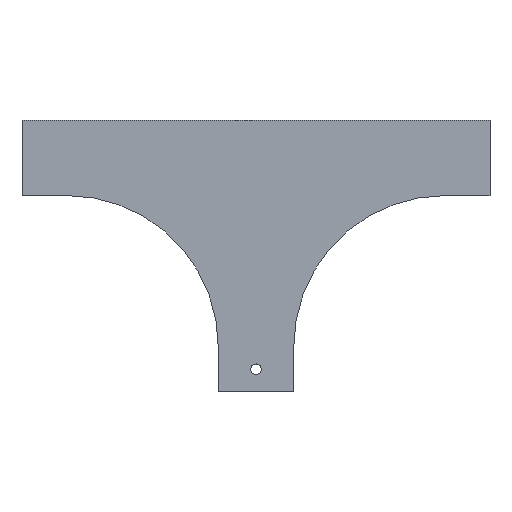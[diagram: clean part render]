
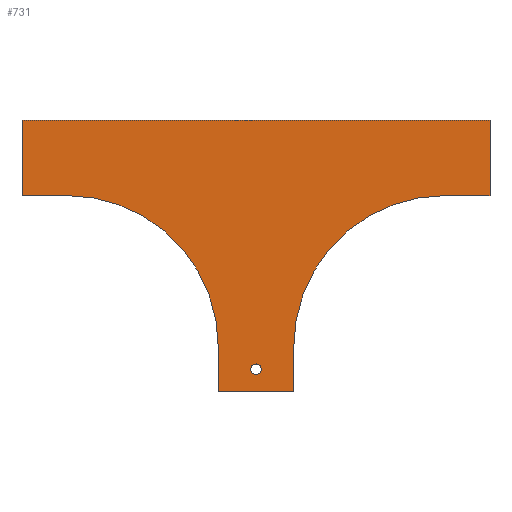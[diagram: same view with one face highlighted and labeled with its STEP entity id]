
A CAD part, front view. The second image highlights one B-rep face of the part: STEP entity #731.
In plain terms, the highlighted planar face has unit normal (0, -1, 0).
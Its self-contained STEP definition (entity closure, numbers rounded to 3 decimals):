
#44 = VERTEX_POINT ( 'NONE', #354 ) ;
#45 = VERTEX_POINT ( 'NONE', #361 ) ;
#47 = VERTEX_POINT ( 'NONE', #347 ) ;
#51 = VERTEX_POINT ( 'NONE', #336 ) ;
#68 = VERTEX_POINT ( 'NONE', #299 ) ;
#76 = LINE ( 'NONE', #257, #85 ) ;
#85 = VECTOR ( 'NONE', #265, 1000. ) ;
#88 = LINE ( 'NONE', #187, #92 ) ;
#92 = VECTOR ( 'NONE', #189, 1000. ) ;
#107 = VECTOR ( 'NONE', #369, 1000. ) ;
#122 = CARTESIAN_POINT ( 'NONE',  ( 155., 0., 0. ) ) ;
#187 = CARTESIAN_POINT ( 'NONE',  ( -155., 0., -50. ) ) ;
#189 = DIRECTION ( 'NONE',  ( -1., 0., 0. ) ) ;
#250 = DIRECTION ( 'NONE',  ( 0., 0., -1. ) ) ;
#252 = CARTESIAN_POINT ( 'NONE',  ( 25., 0., -180. ) ) ;
#254 = DIRECTION ( 'NONE',  ( -1., 0., 0. ) ) ;
#256 = CARTESIAN_POINT ( 'NONE',  ( 155., 0., -50. ) ) ;
#257 = CARTESIAN_POINT ( 'NONE',  ( -155., 0., 0. ) ) ;
#265 = DIRECTION ( 'NONE',  ( 1., 0., 0. ) ) ;
#299 = CARTESIAN_POINT ( 'NONE',  ( 25., 0., -150. ) ) ;
#336 = CARTESIAN_POINT ( 'NONE',  ( -25., 0., -150. ) ) ;
#337 = DIRECTION ( 'NONE',  ( 0., 0., 1. ) ) ;
#339 = CARTESIAN_POINT ( 'NONE',  ( -155., 0., 0. ) ) ;
#347 = CARTESIAN_POINT ( 'NONE',  ( -155., 0., 0. ) ) ;
#354 = CARTESIAN_POINT ( 'NONE',  ( 125., 0., -50. ) ) ;
#361 = CARTESIAN_POINT ( 'NONE',  ( -125., 0., -50. ) ) ;
#369 = DIRECTION ( 'NONE',  ( -1., 0., 0. ) ) ;
#370 = CARTESIAN_POINT ( 'NONE',  ( 25., 0., -180. ) ) ;
#391 = DIRECTION ( 'NONE',  ( 0., 0., 1. ) ) ;
#392 = DIRECTION ( 'NONE',  ( 0., -1., 0. ) ) ;
#393 = CARTESIAN_POINT ( 'NONE',  ( 125., 0., -150. ) ) ;
#405 = DIRECTION ( 'NONE',  ( 0., 0., -1. ) ) ;
#406 = DIRECTION ( 'NONE',  ( 0., -1., 0. ) ) ;
#407 = CARTESIAN_POINT ( 'NONE',  ( -125., 0., -150. ) ) ;
#420 = DIRECTION ( 'NONE',  ( 0., 0., 1. ) ) ;
#421 = CARTESIAN_POINT ( 'NONE',  ( -25., 0., -180. ) ) ;
#424 = DIRECTION ( 'NONE',  ( 0., 0., -1. ) ) ;
#425 = DIRECTION ( 'NONE',  ( 0., 1., 0. ) ) ;
#426 = CARTESIAN_POINT ( 'NONE',  ( 0., 0., -165. ) ) ;
#433 = DIRECTION ( 'NONE',  ( 0., 0., -1. ) ) ;
#467 = AXIS2_PLACEMENT_3D ( 'NONE', #810, #804, #799 ) ;
#480 = AXIS2_PLACEMENT_3D ( 'NONE', #407, #406, #405 ) ;
#482 = AXIS2_PLACEMENT_3D ( 'NONE', #393, #392, #391 ) ;
#504 = EDGE_CURVE ( 'NONE', #47, #890, #76, .T. ) ;
#514 = EDGE_CURVE ( 'NONE', #45, #874, #88, .T. ) ;
#541 = EDGE_CURVE ( 'NONE', #890, #884, #1122, .T. ) ;
#544 = EDGE_CURVE ( 'NONE', #1301, #1301, #1126, .T. ) ;
#550 = EDGE_CURVE ( 'NONE', #894, #51, #1137, .T. ) ;
#553 = EDGE_CURVE ( 'NONE', #51, #45, #1140, .T. ) ;
#561 = EDGE_CURVE ( 'NONE', #44, #68, #1150, .T. ) ;
#572 = EDGE_CURVE ( 'NONE', #895, #894, #1169, .T. ) ;
#583 = EDGE_CURVE ( 'NONE', #874, #47, #982, .T. ) ;
#611 = EDGE_CURVE ( 'NONE', #884, #44, #1018, .T. ) ;
#616 = EDGE_CURVE ( 'NONE', #68, #895, #1027, .T. ) ;
#623 = AXIS2_PLACEMENT_3D ( 'NONE', #426, #425, #424 ) ;
#645 = ORIENTED_EDGE ( 'NONE', *, *, #544, .T. ) ;
#646 = ORIENTED_EDGE ( 'NONE', *, *, #553, .F. ) ;
#650 = ORIENTED_EDGE ( 'NONE', *, *, #616, .F. ) ;
#662 = ORIENTED_EDGE ( 'NONE', *, *, #611, .F. ) ;
#666 = ORIENTED_EDGE ( 'NONE', *, *, #561, .F. ) ;
#731 = ADVANCED_FACE ( 'NONE', ( #1287, #1290 ), #766, .T. ) ;
#766 = PLANE ( 'NONE',  #467 ) ;
#769 = CARTESIAN_POINT ( 'NONE',  ( 155., 0., 0. ) ) ;
#799 = DIRECTION ( 'NONE',  ( 0., 0., -1. ) ) ;
#802 = CARTESIAN_POINT ( 'NONE',  ( -155., 0., -50. ) ) ;
#804 = DIRECTION ( 'NONE',  ( 0., -1., 0. ) ) ;
#810 = CARTESIAN_POINT ( 'NONE',  ( -125., 0., -150. ) ) ;
#831 = CARTESIAN_POINT ( 'NONE',  ( 155., 0., -50. ) ) ;
#835 = CARTESIAN_POINT ( 'NONE',  ( -25., 0., -180. ) ) ;
#845 = CARTESIAN_POINT ( 'NONE',  ( 25., 0., -180. ) ) ;
#848 = CARTESIAN_POINT ( 'NONE',  ( 0., 0., -168.5 ) ) ;
#866 = ORIENTED_EDGE ( 'NONE', *, *, #572, .F. ) ;
#874 = VERTEX_POINT ( 'NONE', #802 ) ;
#884 = VERTEX_POINT ( 'NONE', #831 ) ;
#890 = VERTEX_POINT ( 'NONE', #769 ) ;
#894 = VERTEX_POINT ( 'NONE', #835 ) ;
#895 = VERTEX_POINT ( 'NONE', #845 ) ;
#921 = ORIENTED_EDGE ( 'NONE', *, *, #541, .F. ) ;
#925 = EDGE_LOOP ( 'NONE', ( #645 ) ) ;
#926 = EDGE_LOOP ( 'NONE', ( #1069, #1064, #646, #1062, #866, #650, #666, #662, #921, #1081 ) ) ;
#982 = LINE ( 'NONE', #339, #985 ) ;
#985 = VECTOR ( 'NONE', #337, 1000. ) ;
#1018 = LINE ( 'NONE', #256, #1021 ) ;
#1021 = VECTOR ( 'NONE', #254, 1000. ) ;
#1027 = LINE ( 'NONE', #252, #1029 ) ;
#1029 = VECTOR ( 'NONE', #250, 1000. ) ;
#1062 = ORIENTED_EDGE ( 'NONE', *, *, #550, .F. ) ;
#1064 = ORIENTED_EDGE ( 'NONE', *, *, #514, .F. ) ;
#1069 = ORIENTED_EDGE ( 'NONE', *, *, #583, .F. ) ;
#1081 = ORIENTED_EDGE ( 'NONE', *, *, #504, .F. ) ;
#1122 = LINE ( 'NONE', #122, #1127 ) ;
#1126 = CIRCLE ( 'NONE', #623, 3.5 ) ;
#1127 = VECTOR ( 'NONE', #433, 1000. ) ;
#1137 = LINE ( 'NONE', #421, #1139 ) ;
#1139 = VECTOR ( 'NONE', #420, 1000. ) ;
#1140 = CIRCLE ( 'NONE', #480, 100. ) ;
#1150 = CIRCLE ( 'NONE', #482, 100. ) ;
#1169 = LINE ( 'NONE', #370, #107 ) ;
#1287 = FACE_BOUND ( 'NONE', #925, .T. ) ;
#1290 = FACE_OUTER_BOUND ( 'NONE', #926, .T. ) ;
#1301 = VERTEX_POINT ( 'NONE', #848 ) ;
